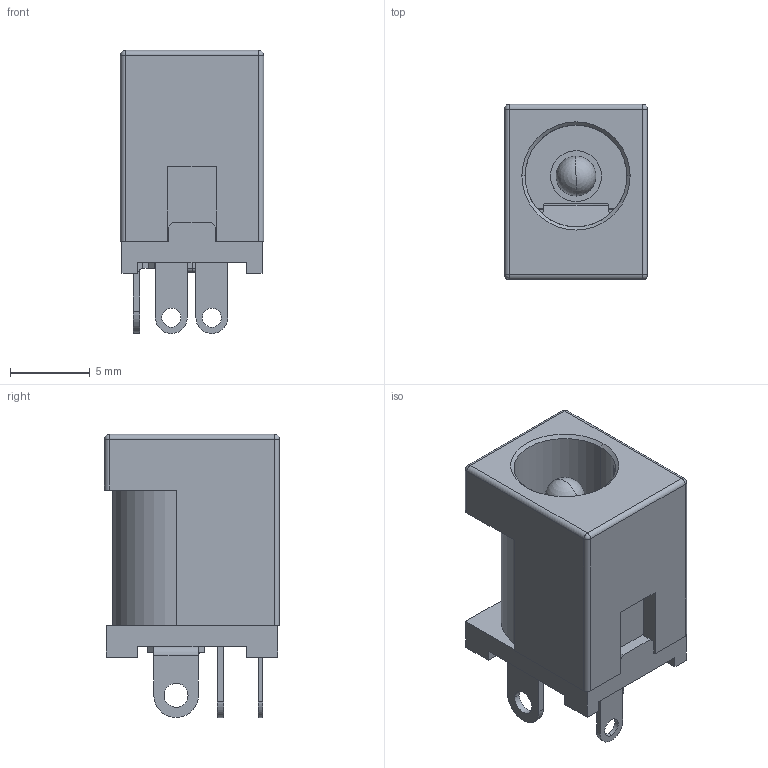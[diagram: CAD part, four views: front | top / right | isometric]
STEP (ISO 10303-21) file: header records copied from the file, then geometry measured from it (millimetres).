
FILE_DESCRIPTION (( 'STEP AP203' ), '1' );
FILE_NAME ('54-00287_revA.STEP', '2022-06-06T19:54:02', ( '' ), ( '' ), 'SwSTEP 2.0', 'SolidWorks 2021', '' );
FILE_SCHEMA (( 'CONFIG_CONTROL_DESIGN' ));
Length unit declared in the file: millimetre
Products named in the file (7): 54-00287_spring; 54-00287_revA; 54-00287_Insulator2; 54-00287_pin tab; 54-00287_switch; 54-00287_pin; 54-00287_Insulator
Assembly tree (6 placements, depth 2):
  54-00287_revA
    54-00287_pin tab
    54-00287_Insulator2
    54-00287_switch
    54-00287_spring
    54-00287_pin
    54-00287_Insulator
Bounding box: 9 x 11 x 17.8 mm (x, y, z)
Volume: 744.4 mm3; surface area: 1750.7 mm2
Topology: 6 solids, 6 shells, 235 faces, 591 edges, 362 vertices
Faces by surface type: plane 153, cylinder 58, torus 8, bspline 6, sphere 6, cone 4
Entity records: 7730 total; most frequent: CARTESIAN_POINT 1377, ORIENTED_EDGE 1164, DIRECTION 1151, EDGE_CURVE 582, LINE 433, VECTOR 433, VERTEX_POINT 361, AXIS2_PLACEMENT_3D 359
